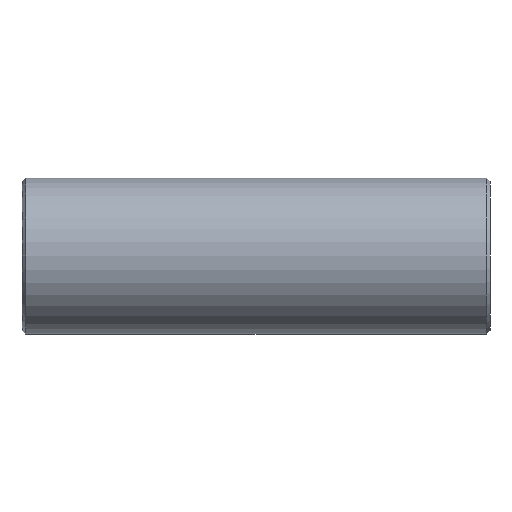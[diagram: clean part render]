
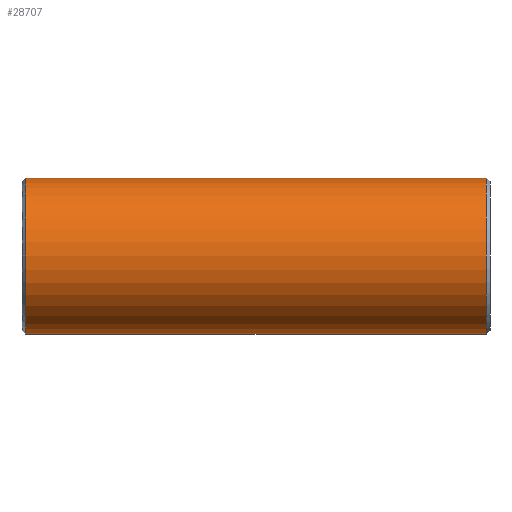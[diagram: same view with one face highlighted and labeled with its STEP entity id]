
A CAD part, front view. The second image highlights one B-rep face of the part: STEP entity #28707.
In plain terms, the highlighted cylindrical face has radius 6.25 mm (diameter 12.5 mm), a full revolution.
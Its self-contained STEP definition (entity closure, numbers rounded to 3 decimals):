
#237 = CONICAL_SURFACE('',#238,6.25,0.785);
#238 = AXIS2_PLACEMENT_3D('',#239,#240,#241);
#239 = CARTESIAN_POINT('',(0.3,0.,0.));
#240 = DIRECTION('',(1.,0.,0.));
#241 = DIRECTION('',(0.,0.,1.));
#10743 = VERTEX_POINT('',#10744);
#10744 = CARTESIAN_POINT('',(0.3,0.,6.25));
#10767 = EDGE_CURVE('',#10743,#10743,#10768,.T.);
#10768 = SURFACE_CURVE('',#10769,(#10774,#10781),.PCURVE_S1.);
#10769 = CIRCLE('',#10770,6.25);
#10770 = AXIS2_PLACEMENT_3D('',#10771,#10772,#10773);
#10771 = CARTESIAN_POINT('',(0.3,0.,0.));
#10772 = DIRECTION('',(1.,0.,0.));
#10773 = DIRECTION('',(0.,0.,1.));
#10774 = PCURVE('',#237,#10775);
#10775 = DEFINITIONAL_REPRESENTATION('',(#10776),#10780);
#10776 = LINE('',#10777,#10778);
#10777 = CARTESIAN_POINT('',(0.,0.));
#10778 = VECTOR('',#10779,1.);
#10779 = DIRECTION('',(1.,0.));
#10780 = ( GEOMETRIC_REPRESENTATION_CONTEXT(2) 
PARAMETRIC_REPRESENTATION_CONTEXT() REPRESENTATION_CONTEXT('2D SPACE',''
  ) );
#10781 = PCURVE('',#10782,#10787);
#10782 = CYLINDRICAL_SURFACE('',#10783,6.25);
#10783 = AXIS2_PLACEMENT_3D('',#10784,#10785,#10786);
#10784 = CARTESIAN_POINT('',(0.,0.,0.));
#10785 = DIRECTION('',(1.,0.,0.));
#10786 = DIRECTION('',(0.,0.,1.));
#10787 = DEFINITIONAL_REPRESENTATION('',(#10788),#10792);
#10788 = LINE('',#10789,#10790);
#10789 = CARTESIAN_POINT('',(0.,0.3));
#10790 = VECTOR('',#10791,1.);
#10791 = DIRECTION('',(1.,0.));
#10792 = ( GEOMETRIC_REPRESENTATION_CONTEXT(2) 
PARAMETRIC_REPRESENTATION_CONTEXT() REPRESENTATION_CONTEXT('2D SPACE',''
  ) );
#28707 = ADVANCED_FACE('',(#28708),#10782,.T.);
#28708 = FACE_BOUND('',#28709,.T.);
#28709 = EDGE_LOOP('',(#28710,#28733,#28734,#28735));
#28710 = ORIENTED_EDGE('',*,*,#28711,.F.);
#28711 = EDGE_CURVE('',#10743,#28712,#28714,.T.);
#28712 = VERTEX_POINT('',#28713);
#28713 = CARTESIAN_POINT('',(37.2,0.,6.25));
#28714 = SEAM_CURVE('',#28715,(#28719,#28726),.PCURVE_S1.);
#28715 = LINE('',#28716,#28717);
#28716 = CARTESIAN_POINT('',(0.,0.,6.25));
#28717 = VECTOR('',#28718,1.);
#28718 = DIRECTION('',(1.,0.,0.));
#28719 = PCURVE('',#10782,#28720);
#28720 = DEFINITIONAL_REPRESENTATION('',(#28721),#28725);
#28721 = LINE('',#28722,#28723);
#28722 = CARTESIAN_POINT('',(0.,0.));
#28723 = VECTOR('',#28724,1.);
#28724 = DIRECTION('',(0.,1.));
#28725 = ( GEOMETRIC_REPRESENTATION_CONTEXT(2) 
PARAMETRIC_REPRESENTATION_CONTEXT() REPRESENTATION_CONTEXT('2D SPACE',''
  ) );
#28726 = PCURVE('',#10782,#28727);
#28727 = DEFINITIONAL_REPRESENTATION('',(#28728),#28732);
#28728 = LINE('',#28729,#28730);
#28729 = CARTESIAN_POINT('',(6.283,0.));
#28730 = VECTOR('',#28731,1.);
#28731 = DIRECTION('',(0.,1.));
#28732 = ( GEOMETRIC_REPRESENTATION_CONTEXT(2) 
PARAMETRIC_REPRESENTATION_CONTEXT() REPRESENTATION_CONTEXT('2D SPACE',''
  ) );
#28733 = ORIENTED_EDGE('',*,*,#10767,.T.);
#28734 = ORIENTED_EDGE('',*,*,#28711,.T.);
#28735 = ORIENTED_EDGE('',*,*,#28736,.F.);
#28736 = EDGE_CURVE('',#28712,#28712,#28737,.T.);
#28737 = SURFACE_CURVE('',#28738,(#28743,#28750),.PCURVE_S1.);
#28738 = CIRCLE('',#28739,6.25);
#28739 = AXIS2_PLACEMENT_3D('',#28740,#28741,#28742);
#28740 = CARTESIAN_POINT('',(37.2,0.,0.));
#28741 = DIRECTION('',(1.,0.,0.));
#28742 = DIRECTION('',(0.,0.,1.));
#28743 = PCURVE('',#10782,#28744);
#28744 = DEFINITIONAL_REPRESENTATION('',(#28745),#28749);
#28745 = LINE('',#28746,#28747);
#28746 = CARTESIAN_POINT('',(0.,37.2));
#28747 = VECTOR('',#28748,1.);
#28748 = DIRECTION('',(1.,0.));
#28749 = ( GEOMETRIC_REPRESENTATION_CONTEXT(2) 
PARAMETRIC_REPRESENTATION_CONTEXT() REPRESENTATION_CONTEXT('2D SPACE',''
  ) );
#28750 = PCURVE('',#28751,#28756);
#28751 = CONICAL_SURFACE('',#28752,6.25,0.785);
#28752 = AXIS2_PLACEMENT_3D('',#28753,#28754,#28755);
#28753 = CARTESIAN_POINT('',(37.2,0.,0.));
#28754 = DIRECTION('',(-1.,-0.,-0.));
#28755 = DIRECTION('',(0.,0.,1.));
#28756 = DEFINITIONAL_REPRESENTATION('',(#28757),#28761);
#28757 = LINE('',#28758,#28759);
#28758 = CARTESIAN_POINT('',(-0.,-0.));
#28759 = VECTOR('',#28760,1.);
#28760 = DIRECTION('',(-1.,-0.));
#28761 = ( GEOMETRIC_REPRESENTATION_CONTEXT(2) 
PARAMETRIC_REPRESENTATION_CONTEXT() REPRESENTATION_CONTEXT('2D SPACE',''
  ) );
